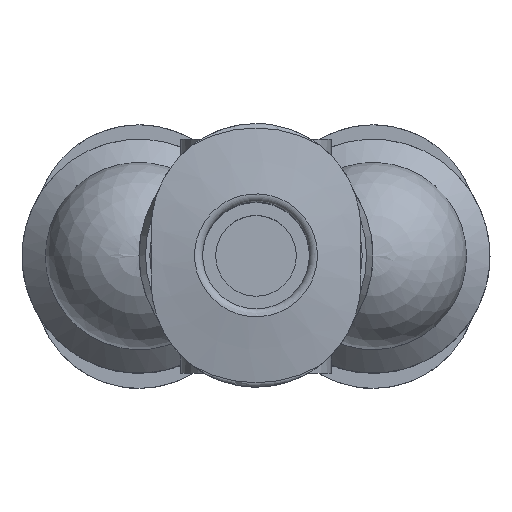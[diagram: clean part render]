
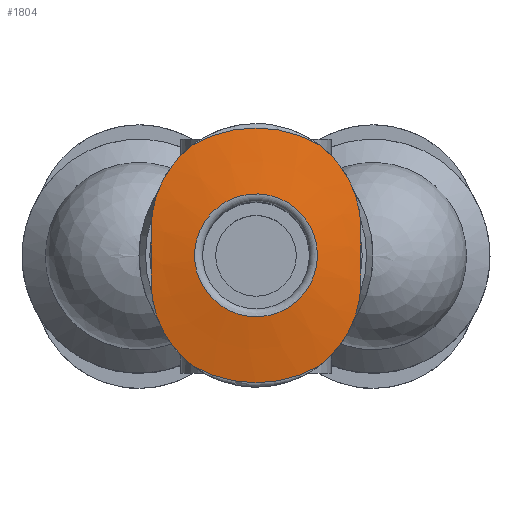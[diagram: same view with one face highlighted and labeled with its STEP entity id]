
A CAD part, top view. The second image highlights one B-rep face of the part: STEP entity #1804.
In plain terms, the highlighted conical face has half-angle 80 degrees and reference radius 4.735 mm.
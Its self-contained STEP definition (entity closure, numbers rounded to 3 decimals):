
#48=CONICAL_SURFACE('',#1951,4.735,1.396);
#87=B_SPLINE_CURVE_WITH_KNOTS('',3,(#2689,#2690,#2691,#2692),
 .UNSPECIFIED.,.F.,.F.,(4,4),(0.,0.004),
 .UNSPECIFIED.);
#88=B_SPLINE_CURVE_WITH_KNOTS('',3,(#2698,#2699,#2700,#2701),
 .UNSPECIFIED.,.F.,.F.,(4,4),(0.,0.004),
 .UNSPECIFIED.);
#91=B_SPLINE_CURVE_WITH_KNOTS('',3,(#2713,#2714,#2715,#2716),
 .UNSPECIFIED.,.F.,.F.,(4,4),(0.002,0.004),
 .UNSPECIFIED.);
#92=B_SPLINE_CURVE_WITH_KNOTS('',3,(#2720,#2721,#2722,#2723),
 .UNSPECIFIED.,.F.,.F.,(4,4),(0.,0.004),
 .UNSPECIFIED.);
#93=B_SPLINE_CURVE_WITH_KNOTS('',3,(#2727,#2728,#2729,#2730),
 .UNSPECIFIED.,.F.,.F.,(4,4),(0.,0.004),
 .UNSPECIFIED.);
#96=B_SPLINE_CURVE_WITH_KNOTS('',3,(#2742,#2743,#2744,#2745),
 .UNSPECIFIED.,.F.,.F.,(4,4),(0.002,0.004),
 .UNSPECIFIED.);
#416=ORIENTED_EDGE('',*,*,#643,.F.);
#417=ORIENTED_EDGE('',*,*,#625,.F.);
#418=ORIENTED_EDGE('',*,*,#644,.T.);
#419=ORIENTED_EDGE('',*,*,#628,.F.);
#420=ORIENTED_EDGE('',*,*,#638,.F.);
#421=ORIENTED_EDGE('',*,*,#633,.F.);
#422=ORIENTED_EDGE('',*,*,#645,.T.);
#423=ORIENTED_EDGE('',*,*,#635,.F.);
#424=ORIENTED_EDGE('',*,*,#631,.F.);
#625=EDGE_CURVE('',#768,#769,#87,.T.);
#628=EDGE_CURVE('',#770,#771,#88,.T.);
#631=EDGE_CURVE('',#769,#773,#91,.T.);
#633=EDGE_CURVE('',#774,#775,#92,.T.);
#635=EDGE_CURVE('',#773,#776,#93,.T.);
#638=EDGE_CURVE('',#775,#770,#96,.T.);
#643=EDGE_CURVE('',#782,#782,#871,.T.);
#644=EDGE_CURVE('',#768,#771,#872,.T.);
#645=EDGE_CURVE('',#774,#776,#873,.T.);
#768=VERTEX_POINT('',#2693);
#769=VERTEX_POINT('',#2694);
#770=VERTEX_POINT('',#2697);
#771=VERTEX_POINT('',#2702);
#773=VERTEX_POINT('',#2717);
#774=VERTEX_POINT('',#2724);
#775=VERTEX_POINT('',#2725);
#776=VERTEX_POINT('',#2731);
#782=VERTEX_POINT('',#2760);
#871=CIRCLE('',#1950,2.284);
#872=CIRCLE('',#1952,4.735);
#873=CIRCLE('',#1953,4.735);
#976=EDGE_LOOP('',(#416));
#977=EDGE_LOOP('',(#417,#418,#419,#420,#421,#422,#423,#424));
#1102=FACE_BOUND('',#976,.T.);
#1103=FACE_BOUND('',#977,.T.);
#1804=ADVANCED_FACE('',(#1102,#1103),#48,.T.);
#1950=AXIS2_PLACEMENT_3D('',#2759,#2240,#2241);
#1951=AXIS2_PLACEMENT_3D('',#2761,#2242,#2243);
#1952=AXIS2_PLACEMENT_3D('',#2762,#2244,#2245);
#1953=AXIS2_PLACEMENT_3D('',#2763,#2246,#2247);
#2240=DIRECTION('',(0.,0.,1.));
#2241=DIRECTION('',(1.,0.,0.));
#2242=DIRECTION('',(0.,0.,-1.));
#2243=DIRECTION('',(-1.,0.,0.));
#2244=DIRECTION('',(0.,0.,1.));
#2245=DIRECTION('',(1.,0.,0.));
#2246=DIRECTION('',(0.,0.,1.));
#2247=DIRECTION('',(1.,0.,0.));
#2689=CARTESIAN_POINT('',(2.361,4.104,27.568));
#2690=CARTESIAN_POINT('',(3.321,3.373,27.595));
#2691=CARTESIAN_POINT('',(3.9,2.206,27.64));
#2692=CARTESIAN_POINT('',(3.9,1.,27.693));
#2693=CARTESIAN_POINT('',(2.361,4.104,27.568));
#2694=CARTESIAN_POINT('',(3.9,1.,27.693));
#2697=CARTESIAN_POINT('',(-3.9,1.,27.693));
#2698=CARTESIAN_POINT('',(-3.9,1.,27.693));
#2699=CARTESIAN_POINT('',(-3.9,2.206,27.64));
#2700=CARTESIAN_POINT('',(-3.322,3.373,27.595));
#2701=CARTESIAN_POINT('',(-2.361,4.104,27.568));
#2702=CARTESIAN_POINT('',(-2.361,4.104,27.568));
#2713=CARTESIAN_POINT('',(3.9,1.,27.693));
#2714=CARTESIAN_POINT('',(3.9,0.334,27.722));
#2715=CARTESIAN_POINT('',(3.9,-0.333,27.722));
#2716=CARTESIAN_POINT('',(3.9,-1.,27.693));
#2717=CARTESIAN_POINT('',(3.9,-1.,27.693));
#2720=CARTESIAN_POINT('',(-2.361,-4.104,27.568));
#2721=CARTESIAN_POINT('',(-3.321,-3.373,27.595));
#2722=CARTESIAN_POINT('',(-3.9,-2.206,27.64));
#2723=CARTESIAN_POINT('',(-3.9,-1.,27.693));
#2724=CARTESIAN_POINT('',(-2.361,-4.104,27.568));
#2725=CARTESIAN_POINT('',(-3.9,-1.,27.693));
#2727=CARTESIAN_POINT('',(3.9,-1.,27.693));
#2728=CARTESIAN_POINT('',(3.9,-2.206,27.64));
#2729=CARTESIAN_POINT('',(3.322,-3.373,27.595));
#2730=CARTESIAN_POINT('',(2.361,-4.104,27.568));
#2731=CARTESIAN_POINT('',(2.361,-4.104,27.568));
#2742=CARTESIAN_POINT('',(-3.9,-1.,27.693));
#2743=CARTESIAN_POINT('',(-3.9,-0.334,27.722));
#2744=CARTESIAN_POINT('',(-3.9,0.333,27.722));
#2745=CARTESIAN_POINT('',(-3.9,1.,27.693));
#2759=CARTESIAN_POINT('',(0.,0.,28.));
#2760=CARTESIAN_POINT('',(2.284,0.,28.));
#2761=CARTESIAN_POINT('',(0.,0.,27.568));
#2762=CARTESIAN_POINT('',(0.,0.,27.568));
#2763=CARTESIAN_POINT('',(0.,0.,27.568));
